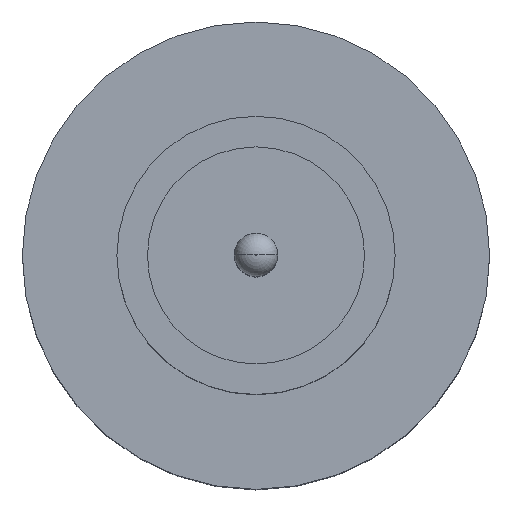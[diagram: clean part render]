
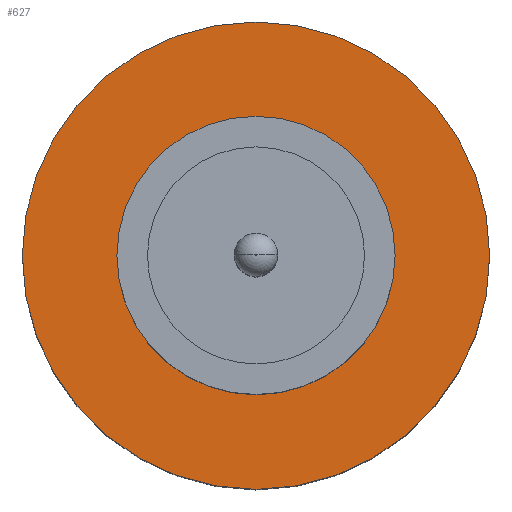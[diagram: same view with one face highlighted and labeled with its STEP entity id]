
A CAD part, top view. The second image highlights one B-rep face of the part: STEP entity #627.
In plain terms, the highlighted planar face has unit normal (0, 0, 1).
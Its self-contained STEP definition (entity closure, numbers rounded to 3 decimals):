
#7 = ORIENTED_EDGE ( 'NONE', *, *, #632, .T. ) ;
#19 = DIRECTION ( 'NONE',  ( 1., 0., 0. ) ) ;
#23 = CARTESIAN_POINT ( 'NONE',  ( 0., 0., 1.55 ) ) ;
#65 = EDGE_CURVE ( 'NONE', #773, #375, #453, .T. ) ;
#74 = CIRCLE ( 'NONE', #712, 2.1 ) ;
#96 = CARTESIAN_POINT ( 'NONE',  ( 0., 0., 1.55 ) ) ;
#109 = EDGE_LOOP ( 'NONE', ( #806, #7 ) ) ;
#138 = FACE_OUTER_BOUND ( 'NONE', #109, .T. ) ;
#157 = AXIS2_PLACEMENT_3D ( 'NONE', #280, #831, #979 ) ;
#186 = VERTEX_POINT ( 'NONE', #757 ) ;
#280 = CARTESIAN_POINT ( 'NONE',  ( 0., 0., 1.55 ) ) ;
#288 = FACE_BOUND ( 'NONE', #886, .T. ) ;
#289 = VERTEX_POINT ( 'NONE', #395 ) ;
#301 = EDGE_CURVE ( 'NONE', #186, #289, #660, .T. ) ;
#305 = CARTESIAN_POINT ( 'NONE',  ( 2.1, 0., 1.55 ) ) ;
#375 = VERTEX_POINT ( 'NONE', #305 ) ;
#395 = CARTESIAN_POINT ( 'NONE',  ( -1.25, 0., 1.55 ) ) ;
#421 = ORIENTED_EDGE ( 'NONE', *, *, #301, .F. ) ;
#453 = CIRCLE ( 'NONE', #157, 2.1 ) ;
#468 = CARTESIAN_POINT ( 'NONE',  ( 0., 0., 1.55 ) ) ;
#473 = CIRCLE ( 'NONE', #871, 1.25 ) ;
#494 = DIRECTION ( 'NONE',  ( 0., 0., 1. ) ) ;
#571 = DIRECTION ( 'NONE',  ( 0., 0., 1. ) ) ;
#619 = DIRECTION ( 'NONE',  ( 0., 0., 1. ) ) ;
#625 = AXIS2_PLACEMENT_3D ( 'NONE', #468, #619, #784 ) ;
#627 = ADVANCED_FACE ( 'NONE', ( #288, #138 ), #879, .T. ) ;
#632 = EDGE_CURVE ( 'NONE', #375, #773, #74, .T. ) ;
#648 = EDGE_CURVE ( 'NONE', #289, #186, #473, .T. ) ;
#649 = DIRECTION ( 'NONE',  ( 1., 0., 0. ) ) ;
#654 = AXIS2_PLACEMENT_3D ( 'NONE', #962, #875, #649 ) ;
#660 = CIRCLE ( 'NONE', #625, 1.25 ) ;
#712 = AXIS2_PLACEMENT_3D ( 'NONE', #23, #571, #959 ) ;
#725 = ORIENTED_EDGE ( 'NONE', *, *, #648, .F. ) ;
#757 = CARTESIAN_POINT ( 'NONE',  ( 1.25, 0., 1.55 ) ) ;
#773 = VERTEX_POINT ( 'NONE', #902 ) ;
#784 = DIRECTION ( 'NONE',  ( 1., 0., 0. ) ) ;
#806 = ORIENTED_EDGE ( 'NONE', *, *, #65, .T. ) ;
#831 = DIRECTION ( 'NONE',  ( 0., 0., 1. ) ) ;
#871 = AXIS2_PLACEMENT_3D ( 'NONE', #96, #494, #19 ) ;
#875 = DIRECTION ( 'NONE',  ( 0., 0., 1. ) ) ;
#879 = PLANE ( 'NONE',  #654 ) ;
#886 = EDGE_LOOP ( 'NONE', ( #421, #725 ) ) ;
#902 = CARTESIAN_POINT ( 'NONE',  ( -2.1, 0., 1.55 ) ) ;
#959 = DIRECTION ( 'NONE',  ( 1., 0., 0. ) ) ;
#962 = CARTESIAN_POINT ( 'NONE',  ( 0., 0., 1.55 ) ) ;
#979 = DIRECTION ( 'NONE',  ( 1., 0., 0. ) ) ;
